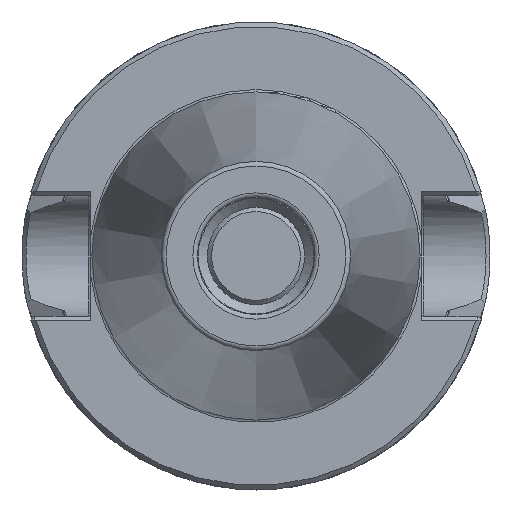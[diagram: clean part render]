
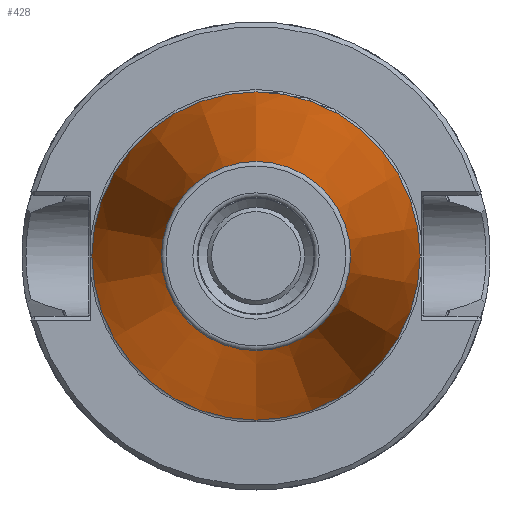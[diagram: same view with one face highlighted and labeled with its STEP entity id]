
A CAD part, left-side view. The second image highlights one B-rep face of the part: STEP entity #428.
In plain terms, the highlighted conical face has half-angle 8.297 degrees and reference radius 20.204 mm.
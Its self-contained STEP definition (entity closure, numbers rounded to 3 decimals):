
#428 = ADVANCED_FACE( '', ( #969, #970 ), #971, .T. );
#969 = FACE_OUTER_BOUND( '', #1742, .T. );
#970 = FACE_BOUND( '', #1743, .T. );
#971 = CONICAL_SURFACE( '', #1744, 20.204, 0.145 );
#1742 = EDGE_LOOP( '', ( #2937 ) );
#1743 = EDGE_LOOP( '', ( #2938 ) );
#1744 = AXIS2_PLACEMENT_3D( '', #2939, #2940, #2941 );
#2937 = ORIENTED_EDGE( '', *, *, #4295, .T. );
#2938 = ORIENTED_EDGE( '', *, *, #4193, .F. );
#2939 = CARTESIAN_POINT( '', ( -100.944, 0., 0. ) );
#2940 = DIRECTION( '', ( 1., 0., 0. ) );
#2941 = DIRECTION( '', ( 0., 0., -1. ) );
#4193 = EDGE_CURVE( '', #5063, #5063, #5064, .T. );
#4295 = EDGE_CURVE( '', #5208, #5208, #5209, .T. );
#5063 = VERTEX_POINT( '', #6695 );
#5064 = CIRCLE( '', #6696, 20.204 );
#5208 = VERTEX_POINT( '', #6958 );
#5209 = CIRCLE( '', #6959, 35.065 );
#6695 = CARTESIAN_POINT( '', ( -100.944, 0., 20.204 ) );
#6696 = AXIS2_PLACEMENT_3D( '', #7779, #7780, #7781 );
#6958 = CARTESIAN_POINT( '', ( 0.963, 0., 35.065 ) );
#6959 = AXIS2_PLACEMENT_3D( '', #7864, #7865, #7866 );
#7779 = CARTESIAN_POINT( '', ( -100.944, 0., 0. ) );
#7780 = DIRECTION( '', ( -1., 0., 0. ) );
#7781 = DIRECTION( '', ( 0., 0., 1. ) );
#7864 = CARTESIAN_POINT( '', ( 0.963, 0., 0. ) );
#7865 = DIRECTION( '', ( -1., 0., 0. ) );
#7866 = DIRECTION( '', ( 0., 0., 1. ) );
